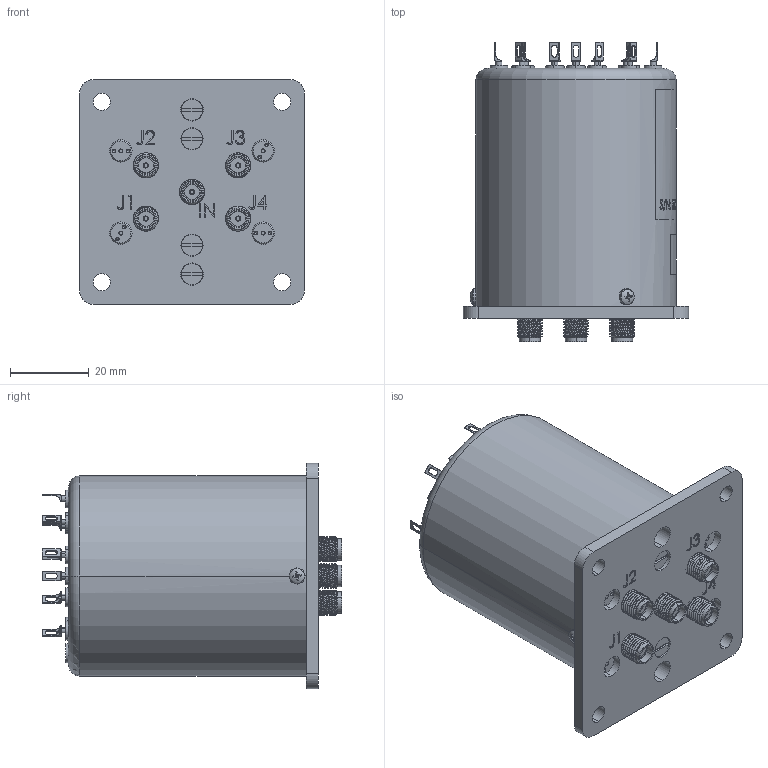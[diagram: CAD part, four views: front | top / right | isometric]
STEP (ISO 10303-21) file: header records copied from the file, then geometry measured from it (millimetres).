
FILE_DESCRIPTION (( 'STEP AP203' ), '1' );
FILE_NAME ('PE71S6514_3D.STEP', '2022-05-13T16:39:32', ( '' ), ( '' ), 'SwSTEP 2.0', 'SolidWorks 2021', '' );
FILE_SCHEMA (( 'CONFIG_CONTROL_DESIGN' ));
Length unit declared in the file: inch
Products named in the file (10): R040691-e360_-03^A14-0DLTL0-T Rev.1(2)_PE71S6514; A12L23Y01^A14-0DLTL0-T Rev.1(2)_PE71S6514; R13137e360^A14-0DLTL0-T Rev.1(2)_PE71S6514; A16L24Y01^A14-0DLTL0-T Rev.1(2)_PE71S6514; R10432-e360^A14-0DLTL0-T Rev.1(2)_PE71S6514; A14-0DLTL0-T Rev.1(2)^PE71S6514; A16L21002^A14-0DLTL0-T Rev.1(2)_PE71S6514; A16021Y01^A14-0DLTL0-T Rev.1(2)_PE71S6514; PE71S6514_3D; A12075Y04_-201^A14-0DLTL0-T Rev.1(2)_PE71S6514
Assembly tree (35 placements, depth 3):
  PE71S6514_3D
    A14-0DLTL0-T Rev.1(2)^PE71S6514
      A16L21002^A14-0DLTL0-T Rev.1(2)_PE71S6514
      A12L23Y01^A14-0DLTL0-T Rev.1(2)_PE71S6514  x4
      A16021Y01^A14-0DLTL0-T Rev.1(2)_PE71S6514  x5
      R040691-e360_-03^A14-0DLTL0-T Rev.1(2)_PE71S6514  x11
      R10432-e360^A14-0DLTL0-T Rev.1(2)_PE71S6514  x5
      A12075Y04_-201^A14-0DLTL0-T Rev.1(2)_PE71S6514  x3
      A16L24Y01^A14-0DLTL0-T Rev.1(2)_PE71S6514  x4
      R13137e360^A14-0DLTL0-T Rev.1(2)_PE71S6514
Bounding box: 57.15 x 75.92 x 57.15 mm (x, y, z)
Volume: 25739.4 mm3; surface area: 36216.8 mm2
Topology: 39 solids, 39 shells, 1519 faces, 3757 edges, 2451 vertices
Faces by surface type: plane 569, cylinder 556, bspline 272, cone 89, torus 30, sphere 3
Entity records: 37509 total; most frequent: CARTESIAN_POINT 19010, ORIENTED_EDGE 3866, DIRECTION 2724, EDGE_CURVE 1933, VERTEX_POINT 1280, AXIS2_PLACEMENT_3D 996, EDGE_LOOP 877, ADVANCED_FACE 749
